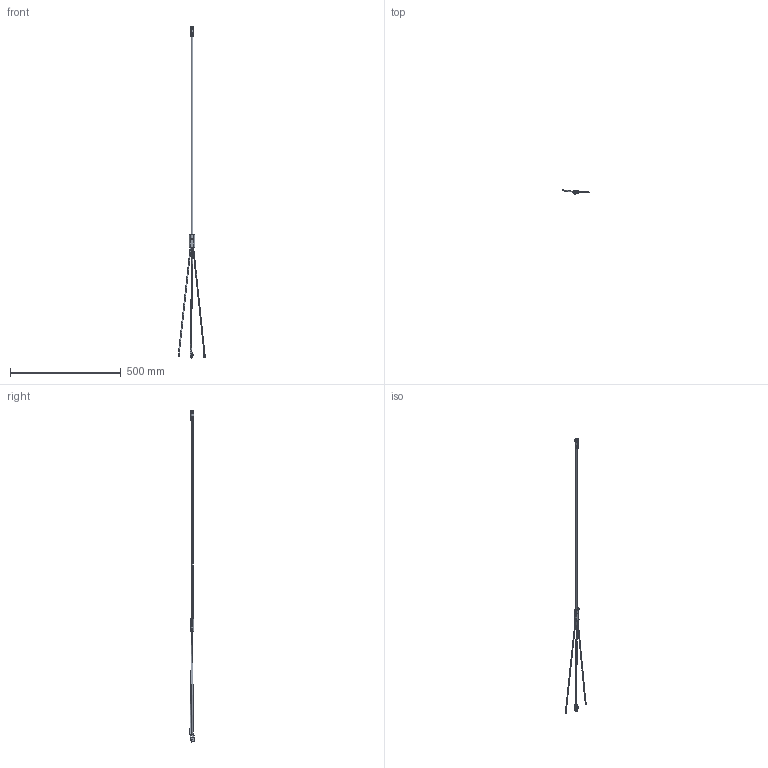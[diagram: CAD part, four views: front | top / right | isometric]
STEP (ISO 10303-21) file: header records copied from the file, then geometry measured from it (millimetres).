
FILE_DESCRIPTION((''),'2;1');
FILE_NAME('LIVOX_1_TO_3','2022-11-14T16:00:32',('lucas.zhou'),(''),'CREO PARAMETRIC BY PTC INC, 2019164','CREO PARAMETRIC BY PTC INC, 2019164','');
FILE_SCHEMA(('CONFIG_CONTROL_DESIGN','SHAPE_APPEARANCE_LAYERS_GROUPS'));
Length unit declared in the file: millimetre
Products named in the file (1): LIVOX_1_TO_3
Bounding box: 126.04 x 19 x 1499.05 mm (x, y, z)
Volume: 93015.4 mm3; surface area: 52139.7 mm2
Topology: 1 solids, 1 shells, 381 faces, 913 edges, 580 vertices
Faces by surface type: plane 171, cylinder 132, cone 62, torus 10, sphere 6
Entity records: 12562 total; most frequent: CARTESIAN_POINT 3446, ORIENTED_EDGE 1818, DIRECTION 1752, EDGE_CURVE 909, AXIS2_PLACEMENT_3D 675, VERTEX_POINT 580, EDGE_LOOP 431, VECTOR 402
